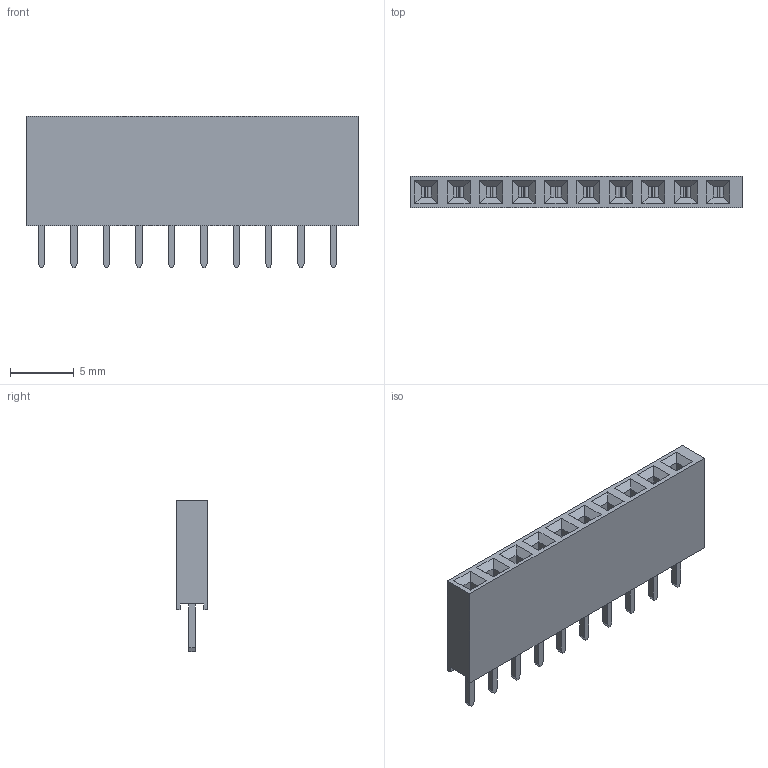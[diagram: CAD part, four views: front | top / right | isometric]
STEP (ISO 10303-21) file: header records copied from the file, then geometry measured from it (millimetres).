
FILE_DESCRIPTION(('FreeCAD Model'),'2;1');
FILE_NAME('Header Female 1x10.step', '2018-03-03T17:30:04',('kicad StepUp'),('ksu MCAD'), 'Open CASCADE STEP processor 6.8','FreeCAD','Unknown');
FILE_SCHEMA(('AUTOMOTIVE_DESIGN_CC2 { 1 2 10303 214 -1 1 5 4 }'));
Length unit declared in the file: millimetre
Products named in the file (2): ASSEMBLY; Header_Female_1x10
Assembly tree (1 placements, depth 2):
  ASSEMBLY
    Header_Female_1x10
Bounding box: 26 x 2.48 x 11.88 mm (x, y, z)
Volume: 375.8 mm3; surface area: 1606.2 mm2
Topology: 1 solids, 1 shells, 400 faces, 1034 edges, 676 vertices
Faces by surface type: plane 340, cylinder 60
Entity records: 14830 total; most frequent: CARTESIAN_POINT 2112, ORIENTED_EDGE 2068, DIRECTION 1958, EDGE_CURVE 1034, LINE 914, VECTOR 914, VERTEX_POINT 676, AXIS2_PLACEMENT_3D 522
